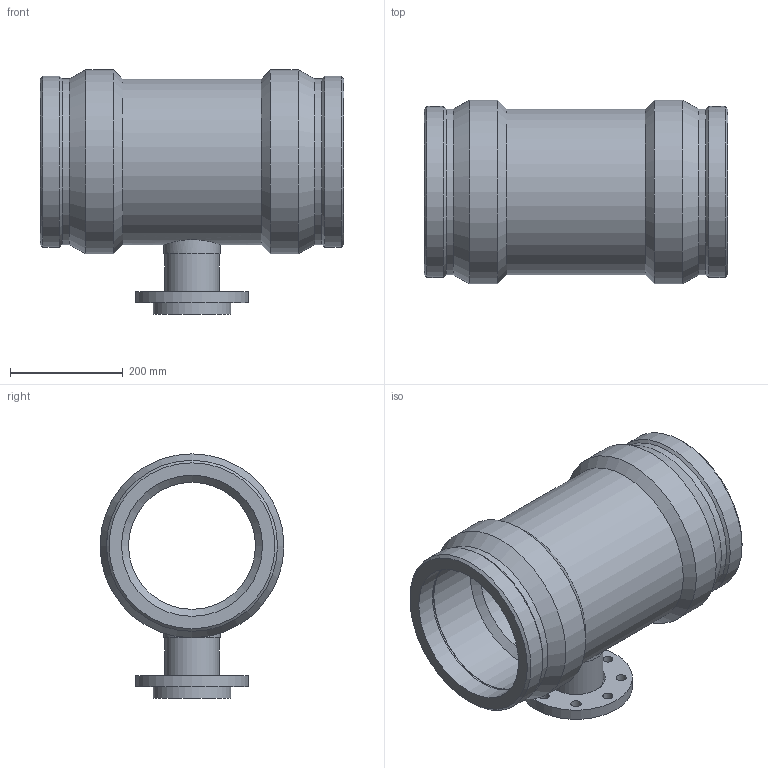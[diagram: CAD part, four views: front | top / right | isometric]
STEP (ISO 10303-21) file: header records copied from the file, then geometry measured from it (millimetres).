
FILE_DESCRIPTION(/* description */ ('PLASSON FLANGED TEE 250x80x250'),/* implementation_level */ '2;1');
FILE_NAME(/* name */ '499404250080.ipt.stp',/* time_stamp */ '2017-11-06T09:21:17+02:00',/* author */ ('KIM'),/* organization */ (''),/* preprocessor_version */ 'ST-DEVELOPER v15.6',/* originating_system */ 'Autodesk Inventor 2015',/* authorisation */ '');
FILE_SCHEMA (('AUTOMOTIVE_DESIGN { 1 0 10303 214 3 1 1 }'));
Length unit declared in the file: millimetre
Products named in the file (1): 499404250080
Bounding box: 538 x 326 x 433 mm (x, y, z)
Volume: 15771884.3 mm3; surface area: 1133747.4 mm2
Topology: 1 solids, 1 shells, 60 faces, 125 edges, 77 vertices
Faces by surface type: cylinder 30, cone 15, plane 14, bspline 1
Full cylindrical faces by diameter (mm): 4 x2, 10 x2, 18 x8, 80 x1, 96 x1, 100 x1, 104 x1, 138 x1, 200 x1, 225 x1, 250 x4, 293.4 x1, 294.085 x2, 303.18 x2, 326 x2
Entity records: 1738 total; most frequent: CARTESIAN_POINT 593, DIRECTION 249, ORIENTED_EDGE 140, EDGE_LOOP 137, AXIS2_PLACEMENT_3D 124, FACE_BOUND 77, EDGE_CURVE 70, VERTEX_POINT 69
